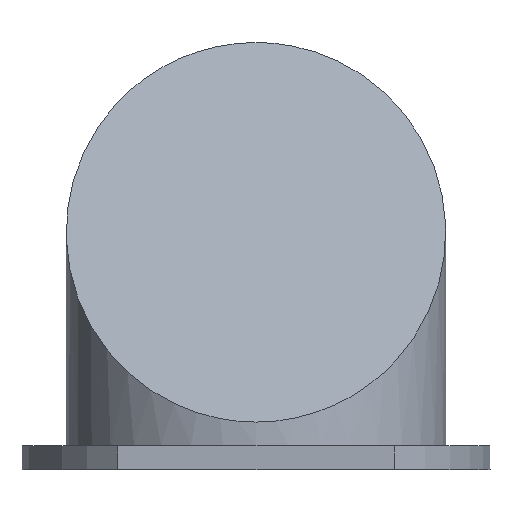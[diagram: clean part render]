
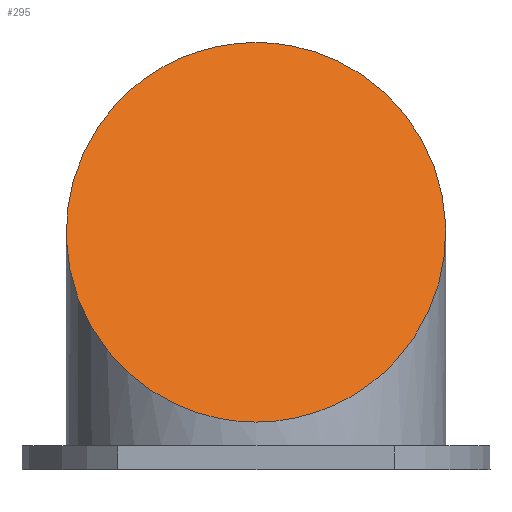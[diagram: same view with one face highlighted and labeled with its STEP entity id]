
A CAD part, left-side view. The second image highlights one B-rep face of the part: STEP entity #295.
In plain terms, the highlighted planar face has unit normal (-0.707, 0, 0.707).
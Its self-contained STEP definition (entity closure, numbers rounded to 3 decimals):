
#33 = CYLINDRICAL_SURFACE('',#34,8.);
#34 = AXIS2_PLACEMENT_3D('',#35,#36,#37);
#35 = CARTESIAN_POINT('',(0.,0.,0.));
#36 = DIRECTION('',(0.,0.,1.));
#37 = DIRECTION('',(1.,0.,0.));
#58 = VERTEX_POINT('',#59);
#59 = CARTESIAN_POINT('',(8.,0.,18.));
#80 = EDGE_CURVE('',#81,#58,#83,.T.);
#81 = VERTEX_POINT('',#82);
#82 = CARTESIAN_POINT('',(-8.,0.,2.));
#83 = SURFACE_CURVE('',#84,(#89,#123),.PCURVE_S1.);
#84 = ELLIPSE('',#85,11.314,8.);
#85 = AXIS2_PLACEMENT_3D('',#86,#87,#88);
#86 = CARTESIAN_POINT('',(0.,0.,10.));
#87 = DIRECTION('',(-0.707,0.,0.707));
#88 = DIRECTION('',(0.707,0.,0.707));
#89 = PCURVE('',#33,#90);
#90 = DEFINITIONAL_REPRESENTATION('',(#91),#122);
#91 = B_SPLINE_CURVE_WITH_KNOTS('',8,(#92,#93,#94,#95,#96,#97,#98,#99,
    #100,#101,#102,#103,#104,#105,#106,#107,#108,#109,#110,#111,#112,
    #113,#114,#115,#116,#117,#118,#119,#120,#121),.UNSPECIFIED.,.F.,.F.,
  (9,7,7,7,9),(0.,1.571,2.749,4.516,
    6.283),.UNSPECIFIED.);
#92 = CARTESIAN_POINT('',(0.,18.));
#93 = CARTESIAN_POINT('',(0.196,18.));
#94 = CARTESIAN_POINT('',(0.393,17.648));
#95 = CARTESIAN_POINT('',(0.589,16.943));
#96 = CARTESIAN_POINT('',(0.785,15.914));
#97 = CARTESIAN_POINT('',(0.982,14.62));
#98 = CARTESIAN_POINT('',(1.178,13.142));
#99 = CARTESIAN_POINT('',(1.374,11.571));
#100 = CARTESIAN_POINT('',(1.718,8.822));
#101 = CARTESIAN_POINT('',(1.865,7.644));
#102 = CARTESIAN_POINT('',(2.013,6.505));
#103 = CARTESIAN_POINT('',(2.16,5.443));
#104 = CARTESIAN_POINT('',(2.307,4.496));
#105 = CARTESIAN_POINT('',(2.454,3.694));
#106 = CARTESIAN_POINT('',(2.602,3.06));
#107 = CARTESIAN_POINT('',(2.97,1.933));
#108 = CARTESIAN_POINT('',(3.191,1.669));
#109 = CARTESIAN_POINT('',(3.412,1.867));
#110 = CARTESIAN_POINT('',(3.632,2.535));
#111 = CARTESIAN_POINT('',(3.853,3.63));
#112 = CARTESIAN_POINT('',(4.074,5.06));
#113 = CARTESIAN_POINT('',(4.295,6.706));
#114 = CARTESIAN_POINT('',(4.737,10.172));
#115 = CARTESIAN_POINT('',(4.958,11.993));
#116 = CARTESIAN_POINT('',(5.179,13.771));
#117 = CARTESIAN_POINT('',(5.4,15.37));
#118 = CARTESIAN_POINT('',(5.621,16.662));
#119 = CARTESIAN_POINT('',(5.841,17.554));
#120 = CARTESIAN_POINT('',(6.062,18.));
#121 = CARTESIAN_POINT('',(6.283,18.));
#122 = ( GEOMETRIC_REPRESENTATION_CONTEXT(2) 
PARAMETRIC_REPRESENTATION_CONTEXT() REPRESENTATION_CONTEXT('2D SPACE',''
  ) );
#123 = PCURVE('',#124,#129);
#124 = PLANE('',#125);
#125 = AXIS2_PLACEMENT_3D('',#126,#127,#128);
#126 = CARTESIAN_POINT('',(-8.,0.,2.));
#127 = DIRECTION('',(-0.707,0.,0.707));
#128 = DIRECTION('',(0.707,0.,0.707));
#129 = DEFINITIONAL_REPRESENTATION('',(#130),#134);
#130 = ELLIPSE('',#131,11.314,8.);
#131 = AXIS2_PLACEMENT_2D('',#132,#133);
#132 = CARTESIAN_POINT('',(11.314,0.));
#133 = DIRECTION('',(1.,0.));
#134 = ( GEOMETRIC_REPRESENTATION_CONTEXT(2) 
PARAMETRIC_REPRESENTATION_CONTEXT() REPRESENTATION_CONTEXT('2D SPACE',''
  ) );
#136 = EDGE_CURVE('',#58,#81,#137,.T.);
#137 = SURFACE_CURVE('',#138,(#143,#177),.PCURVE_S1.);
#138 = ELLIPSE('',#139,11.314,8.);
#139 = AXIS2_PLACEMENT_3D('',#140,#141,#142);
#140 = CARTESIAN_POINT('',(0.,0.,10.));
#141 = DIRECTION('',(-0.707,0.,0.707));
#142 = DIRECTION('',(0.707,0.,0.707));
#143 = PCURVE('',#33,#144);
#144 = DEFINITIONAL_REPRESENTATION('',(#145),#176);
#145 = B_SPLINE_CURVE_WITH_KNOTS('',8,(#146,#147,#148,#149,#150,#151,
    #152,#153,#154,#155,#156,#157,#158,#159,#160,#161,#162,#163,#164,
    #165,#166,#167,#168,#169,#170,#171,#172,#173,#174,#175),
  .UNSPECIFIED.,.F.,.F.,(9,7,7,7,9),(0.,1.571,2.749,
    4.516,6.283),.UNSPECIFIED.);
#146 = CARTESIAN_POINT('',(0.,18.));
#147 = CARTESIAN_POINT('',(0.196,18.));
#148 = CARTESIAN_POINT('',(0.393,17.648));
#149 = CARTESIAN_POINT('',(0.589,16.943));
#150 = CARTESIAN_POINT('',(0.785,15.914));
#151 = CARTESIAN_POINT('',(0.982,14.62));
#152 = CARTESIAN_POINT('',(1.178,13.142));
#153 = CARTESIAN_POINT('',(1.374,11.571));
#154 = CARTESIAN_POINT('',(1.718,8.822));
#155 = CARTESIAN_POINT('',(1.865,7.644));
#156 = CARTESIAN_POINT('',(2.013,6.505));
#157 = CARTESIAN_POINT('',(2.16,5.443));
#158 = CARTESIAN_POINT('',(2.307,4.496));
#159 = CARTESIAN_POINT('',(2.454,3.694));
#160 = CARTESIAN_POINT('',(2.602,3.06));
#161 = CARTESIAN_POINT('',(2.97,1.933));
#162 = CARTESIAN_POINT('',(3.191,1.669));
#163 = CARTESIAN_POINT('',(3.412,1.867));
#164 = CARTESIAN_POINT('',(3.632,2.535));
#165 = CARTESIAN_POINT('',(3.853,3.63));
#166 = CARTESIAN_POINT('',(4.074,5.06));
#167 = CARTESIAN_POINT('',(4.295,6.706));
#168 = CARTESIAN_POINT('',(4.737,10.172));
#169 = CARTESIAN_POINT('',(4.958,11.993));
#170 = CARTESIAN_POINT('',(5.179,13.771));
#171 = CARTESIAN_POINT('',(5.4,15.37));
#172 = CARTESIAN_POINT('',(5.621,16.662));
#173 = CARTESIAN_POINT('',(5.841,17.554));
#174 = CARTESIAN_POINT('',(6.062,18.));
#175 = CARTESIAN_POINT('',(6.283,18.));
#176 = ( GEOMETRIC_REPRESENTATION_CONTEXT(2) 
PARAMETRIC_REPRESENTATION_CONTEXT() REPRESENTATION_CONTEXT('2D SPACE',''
  ) );
#177 = PCURVE('',#124,#178);
#178 = DEFINITIONAL_REPRESENTATION('',(#179),#183);
#179 = ELLIPSE('',#180,11.314,8.);
#180 = AXIS2_PLACEMENT_2D('',#181,#182);
#181 = CARTESIAN_POINT('',(11.314,0.));
#182 = DIRECTION('',(1.,0.));
#183 = ( GEOMETRIC_REPRESENTATION_CONTEXT(2) 
PARAMETRIC_REPRESENTATION_CONTEXT() REPRESENTATION_CONTEXT('2D SPACE',''
  ) );
#295 = ADVANCED_FACE('',(#296),#124,.T.);
#296 = FACE_BOUND('',#297,.T.);
#297 = EDGE_LOOP('',(#298,#299));
#298 = ORIENTED_EDGE('',*,*,#136,.T.);
#299 = ORIENTED_EDGE('',*,*,#80,.T.);
